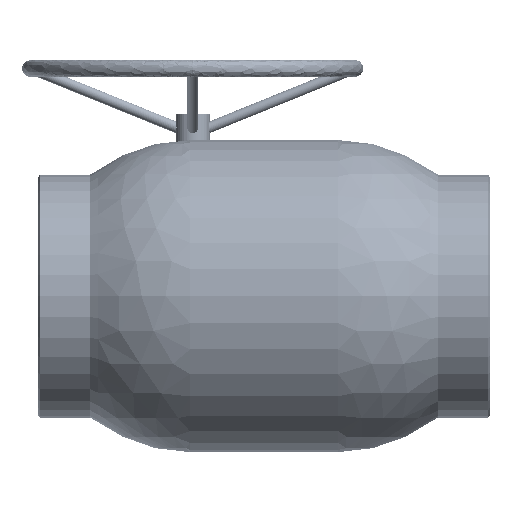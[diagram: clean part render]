
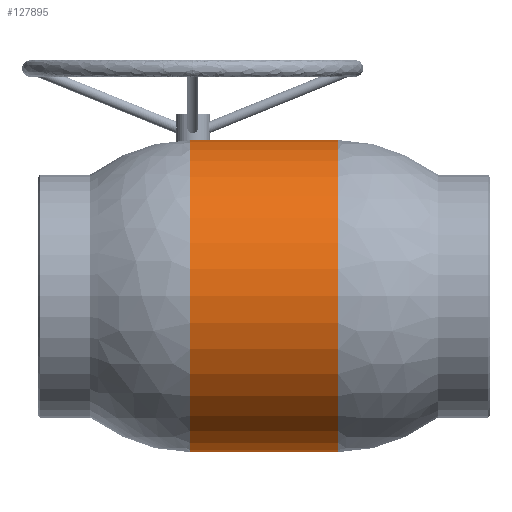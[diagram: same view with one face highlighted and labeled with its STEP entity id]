
A CAD part, front view. The second image highlights one B-rep face of the part: STEP entity #127895.
In plain terms, the highlighted cylindrical face has radius 228.5 mm (diameter 457 mm), a partial arc.
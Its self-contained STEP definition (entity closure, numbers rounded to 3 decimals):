
#677 = CARTESIAN_POINT ( 'NONE',  ( -108.504, 0., 0. ) ) ;
#1527 = CARTESIAN_POINT ( 'NONE',  ( -81.012, 0., 228.5 ) ) ;
#5252 = CARTESIAN_POINT ( 'NONE',  ( -108.504, 0., -228.5 ) ) ;
#7958 = ORIENTED_EDGE ( 'NONE', *, *, #75138, .T. ) ;
#8249 = VERTEX_POINT ( 'NONE', #36101 ) ;
#15316 = CARTESIAN_POINT ( 'NONE',  ( 108.504, -228.5, 0. ) ) ;
#19611 = ORIENTED_EDGE ( 'NONE', *, *, #121650, .T. ) ;
#19948 = CARTESIAN_POINT ( 'NONE',  ( -81.012, 0., -228.5 ) ) ;
#24538 = DIRECTION ( 'NONE',  ( 0., 0., -1. ) ) ;
#25315 = ORIENTED_EDGE ( 'NONE', *, *, #87833, .F. ) ;
#26594 = CARTESIAN_POINT ( 'NONE',  ( -108.504, 0., 0. ) ) ;
#27965 = DIRECTION ( 'NONE',  ( 1., 0., 0. ) ) ;
#29114 = EDGE_CURVE ( 'NONE', #8249, #91129, #123224, .T. ) ;
#35444 = DIRECTION ( 'NONE',  ( 0., 0., -1. ) ) ;
#36101 = CARTESIAN_POINT ( 'NONE',  ( 108.504, 0., 228.5 ) ) ;
#40713 = DIRECTION ( 'NONE',  ( -1., 0., 0. ) ) ;
#42146 = VERTEX_POINT ( 'NONE', #5252 ) ;
#44717 = AXIS2_PLACEMENT_3D ( 'NONE', #26594, #27965, #131699 ) ;
#44876 = DIRECTION ( 'NONE',  ( 1., 0., 0. ) ) ;
#49342 = DIRECTION ( 'NONE',  ( -1., 0., 0. ) ) ;
#50703 = CARTESIAN_POINT ( 'NONE',  ( -81.012, 0., 0. ) ) ;
#53059 = AXIS2_PLACEMENT_3D ( 'NONE', #677, #44876, #128530 ) ;
#61488 = AXIS2_PLACEMENT_3D ( 'NONE', #128787, #119117, #35444 ) ;
#75138 = EDGE_CURVE ( 'NONE', #114916, #113768, #132951, .T. ) ;
#75496 = DIRECTION ( 'NONE',  ( -1., 0., 0. ) ) ;
#86678 = VERTEX_POINT ( 'NONE', #122818 ) ;
#87833 = EDGE_CURVE ( 'NONE', #86678, #42146, #124370, .T. ) ;
#91129 = VERTEX_POINT ( 'NONE', #15316 ) ;
#91955 = EDGE_LOOP ( 'NONE', ( #25315, #91983, #110082, #119465, #7958, #19611 ) ) ;
#91983 = ORIENTED_EDGE ( 'NONE', *, *, #112294, .F. ) ;
#92864 = DIRECTION ( 'NONE',  ( 0., 0., 1. ) ) ;
#95978 = VECTOR ( 'NONE', #75496, 1000. ) ;
#97565 = LINE ( 'NONE', #1527, #95978 ) ;
#106039 = CIRCLE ( 'NONE', #53059, 228.5 ) ;
#109408 = AXIS2_PLACEMENT_3D ( 'NONE', #129656, #128972, #24538 ) ;
#109513 = EDGE_CURVE ( 'NONE', #8249, #114916, #97565, .T. ) ;
#110082 = ORIENTED_EDGE ( 'NONE', *, *, #29114, .F. ) ;
#112294 = EDGE_CURVE ( 'NONE', #91129, #86678, #133710, .T. ) ;
#113768 = VERTEX_POINT ( 'NONE', #114379 ) ;
#114379 = CARTESIAN_POINT ( 'NONE',  ( -108.504, -228.5, 0. ) ) ;
#114916 = VERTEX_POINT ( 'NONE', #136729 ) ;
#118368 = AXIS2_PLACEMENT_3D ( 'NONE', #50703, #49342, #92864 ) ;
#119117 = DIRECTION ( 'NONE',  ( 1., 0., 0. ) ) ;
#119465 = ORIENTED_EDGE ( 'NONE', *, *, #109513, .T. ) ;
#121650 = EDGE_CURVE ( 'NONE', #113768, #42146, #106039, .T. ) ;
#122818 = CARTESIAN_POINT ( 'NONE',  ( 108.504, 0., -228.5 ) ) ;
#123224 = CIRCLE ( 'NONE', #61488, 228.5 ) ;
#124370 = LINE ( 'NONE', #19948, #134762 ) ;
#124671 = FACE_OUTER_BOUND ( 'NONE', #91955, .T. ) ;
#127895 = ADVANCED_FACE ( 'NONE', ( #124671 ), #135711, .T. ) ;
#128530 = DIRECTION ( 'NONE',  ( 0., 0., -1. ) ) ;
#128787 = CARTESIAN_POINT ( 'NONE',  ( 108.504, 0., 0. ) ) ;
#128972 = DIRECTION ( 'NONE',  ( 1., 0., 0. ) ) ;
#129656 = CARTESIAN_POINT ( 'NONE',  ( 108.504, 0., 0. ) ) ;
#131699 = DIRECTION ( 'NONE',  ( 0., 0., -1. ) ) ;
#132951 = CIRCLE ( 'NONE', #44717, 228.5 ) ;
#133710 = CIRCLE ( 'NONE', #109408, 228.5 ) ;
#134762 = VECTOR ( 'NONE', #40713, 1000. ) ;
#135711 = CYLINDRICAL_SURFACE ( 'NONE', #118368, 228.5 ) ;
#136729 = CARTESIAN_POINT ( 'NONE',  ( -108.504, 0., 228.5 ) ) ;
